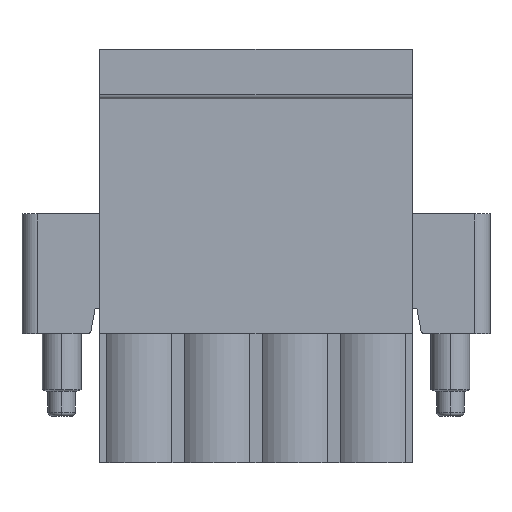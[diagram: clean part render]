
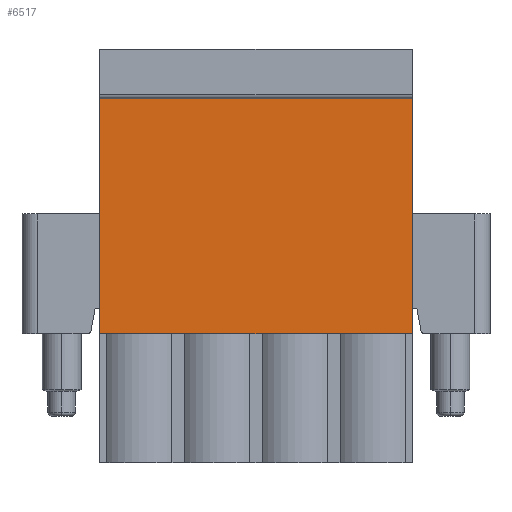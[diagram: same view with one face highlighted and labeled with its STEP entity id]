
A CAD part, top view. The second image highlights one B-rep face of the part: STEP entity #6517.
In plain terms, the highlighted planar face has unit normal (0, 0, 1).
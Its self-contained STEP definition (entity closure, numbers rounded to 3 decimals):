
#122=DIRECTION('',(0.,-1.,0.));
#123=VECTOR('',#122,15.1);
#124=CARTESIAN_POINT('',(0.,9.44,6.96));
#125=LINE('',#124,#123);
#178=DIRECTION('',(1.,0.,0.));
#179=VECTOR('',#178,20.1);
#180=CARTESIAN_POINT('',(0.,-5.66,6.96));
#181=LINE('',#180,#179);
#274=DIRECTION('',(0.,-1.,0.));
#275=VECTOR('',#274,15.1);
#276=CARTESIAN_POINT('',(20.1,9.44,6.96));
#277=LINE('',#276,#275);
#1785=DIRECTION('',(1.,0.,0.));
#1786=VECTOR('',#1785,20.1);
#1787=CARTESIAN_POINT('',(0.,9.44,6.96));
#1788=LINE('',#1787,#1786);
#3479=CARTESIAN_POINT('',(0.,9.44,6.96));
#3480=VERTEX_POINT('',#3479);
#3481=CARTESIAN_POINT('',(0.,-5.66,6.96));
#3482=VERTEX_POINT('',#3481);
#3531=CARTESIAN_POINT('',(20.1,9.44,6.96));
#3532=VERTEX_POINT('',#3531);
#3533=CARTESIAN_POINT('',(20.1,-5.66,6.96));
#3534=VERTEX_POINT('',#3533);
#6506=CARTESIAN_POINT('',(0.,9.44,6.96));
#6507=DIRECTION('',(0.,0.,1.));
#6508=DIRECTION('',(0.,-1.,0.));
#6509=AXIS2_PLACEMENT_3D('',#6506,#6507,#6508);
#6510=PLANE('',#6509);
#6511=ORIENTED_EDGE('',*,*,#4602,.F.);
#6512=ORIENTED_EDGE('',*,*,#6501,.T.);
#6513=ORIENTED_EDGE('',*,*,#4714,.T.);
#6514=ORIENTED_EDGE('',*,*,#4643,.F.);
#6515=EDGE_LOOP('',(#6511,#6512,#6513,#6514));
#6516=FACE_OUTER_BOUND('',#6515,.F.);
#6517=ADVANCED_FACE('',(#6516),#6510,.T.);
#4602=EDGE_CURVE('',#3480,#3482,#125,.T.);
#4643=EDGE_CURVE('',#3482,#3534,#181,.T.);
#4714=EDGE_CURVE('',#3532,#3534,#277,.T.);
#6501=EDGE_CURVE('',#3480,#3532,#1788,.T.);
